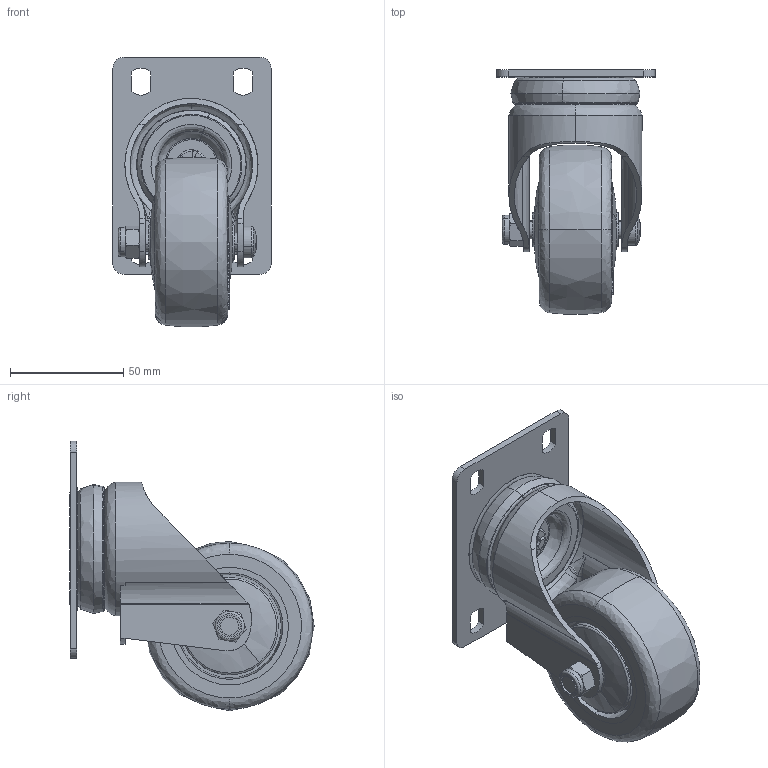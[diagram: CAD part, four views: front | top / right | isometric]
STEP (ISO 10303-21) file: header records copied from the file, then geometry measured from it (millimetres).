
FILE_DESCRIPTION (( 'STEP AP203' ), '1' );
FILE_NAME ('S3312.STEP', '2020-02-21T04:33:50', ( '' ), ( '' ), 'SwSTEP 2.0', 'SolidWorks 2013', '' );
FILE_SCHEMA (( 'CONFIG_CONTROL_DESIGN' ));
Length unit declared in the file: millimetre
Products named in the file (1): S3312
Bounding box: 70 x 108.09 x 119.16 mm (x, y, z)
Surface area: 69854 mm2 (no closed solid volume)
Topology: 0 solids, 31 shells, 475 faces, 1336 edges, 848 vertices
Faces by surface type: bspline 205, plane 203, cylinder 49, cone 18
Entity records: 21426 total; most frequent: CARTESIAN_POINT 10675, ORIENTED_EDGE 2329, DIRECTION 1841, EDGE_CURVE 1280, VERTEX_POINT 848, LINE 619, VECTOR 619, AXIS2_PLACEMENT_3D 611
